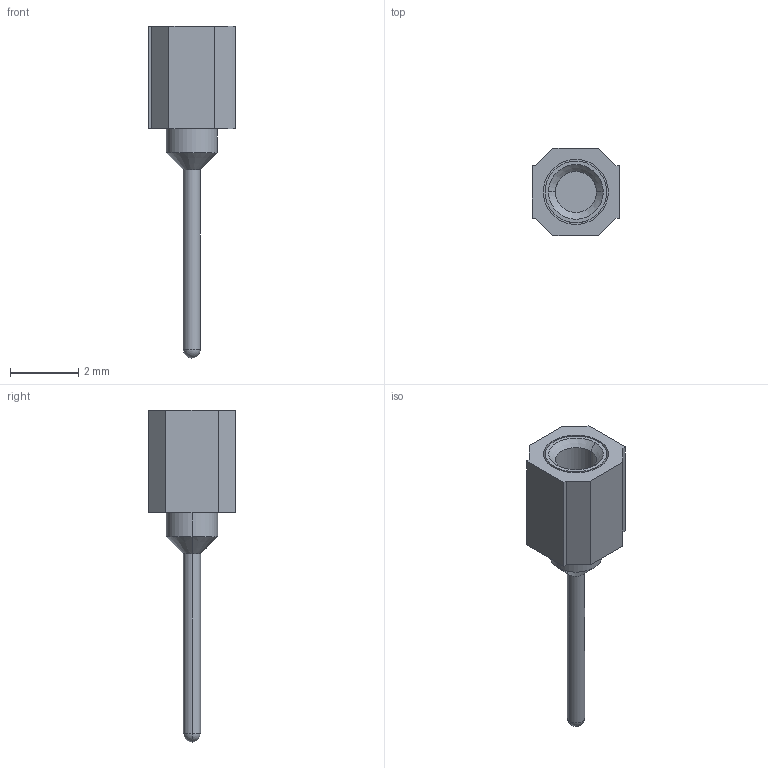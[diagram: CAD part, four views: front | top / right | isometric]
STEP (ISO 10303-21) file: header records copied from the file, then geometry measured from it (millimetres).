
FILE_DESCRIPTION (( 'STEP AP214' ), '1' );
FILE_NAME ('HDR-TH_1P-V-F-1.step', '2022-07-02T11:45:45', ( '' ), ( '' ), 'SwSTEP 2.0', 'SolidWorks 2020', '' );
FILE_SCHEMA (( 'AUTOMOTIVE_DESIGN' ));
Length unit declared in the file: millimetre
Products named in the file (1): HDR-TH_1P-V-F-1
Bounding box: 2.55 x 2.54 x 9.7 mm (x, y, z)
Volume: 15.8 mm3; surface area: 71.2 mm2
Topology: 1 solids, 1 shells, 316 faces, 849 edges, 563 vertices
Faces by surface type: plane 188, bspline 112, cylinder 10, cone 4, sphere 2
Entity records: 13852 total; most frequent: CARTESIAN_POINT 3827, ORIENTED_EDGE 1690, DIRECTION 1051, EDGE_CURVE 845, LINE 593, VECTOR 593, VERTEX_POINT 561, EDGE_LOOP 346
